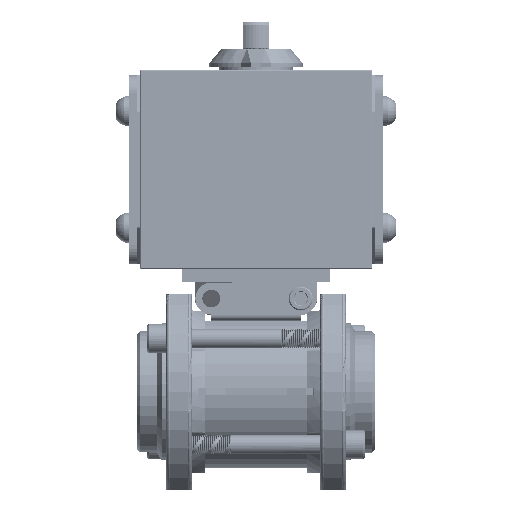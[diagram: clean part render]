
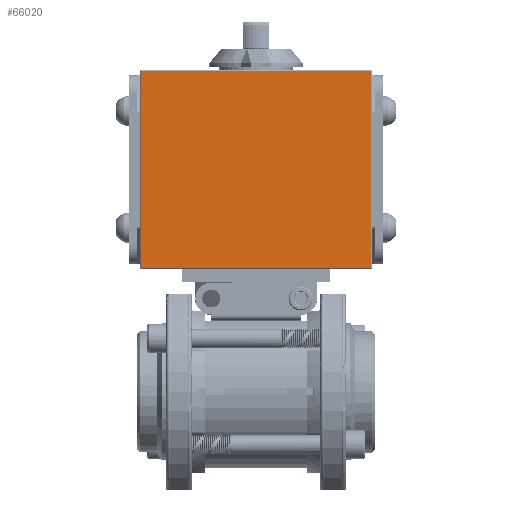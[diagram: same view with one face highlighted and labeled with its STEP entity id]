
A CAD part, top view. The second image highlights one B-rep face of the part: STEP entity #66020.
In plain terms, the highlighted planar face has unit normal (0, 0, 1).
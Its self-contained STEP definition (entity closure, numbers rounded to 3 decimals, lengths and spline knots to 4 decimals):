
#331 = EDGE_LOOP ( 'NONE', ( #83498, #105352, #168356, #25161 ) ) ;
#3063 = LINE ( 'NONE', #33126, #70143 ) ;
#12033 = CARTESIAN_POINT ( 'NONE',  ( 2.253, 6.283, 1.55 ) ) ;
#15141 = EDGE_CURVE ( 'NONE', #124149, #64317, #110050, .T. ) ;
#17700 = LINE ( 'NONE', #43928, #152265 ) ;
#18201 = LINE ( 'NONE', #51147, #49600 ) ;
#24715 = CARTESIAN_POINT ( 'NONE',  ( -2.273, 6.303, 1.55 ) ) ;
#25161 = ORIENTED_EDGE ( 'NONE', *, *, #28216, .T. ) ;
#28216 = EDGE_CURVE ( 'NONE', #62951, #124149, #18201, .T. ) ;
#30553 = EDGE_CURVE ( 'NONE', #64317, #145104, #17700, .T. ) ;
#33126 = CARTESIAN_POINT ( 'NONE',  ( -2.253, 2.403, 1.55 ) ) ;
#33981 = AXIS2_PLACEMENT_3D ( 'NONE', #24715, #51653, #145788 ) ;
#35233 = CARTESIAN_POINT ( 'NONE',  ( 2.253, 2.423, 1.55 ) ) ;
#43928 = CARTESIAN_POINT ( 'NONE',  ( -2.273, 6.283, 1.55 ) ) ;
#46547 = DIRECTION ( 'NONE',  ( 0., -1., 0. ) ) ;
#49600 = VECTOR ( 'NONE', #64687, 39.3701 ) ;
#51147 = CARTESIAN_POINT ( 'NONE',  ( -2.273, 2.423, 1.55 ) ) ;
#51413 = CARTESIAN_POINT ( 'NONE',  ( -2.253, 6.283, 1.55 ) ) ;
#51653 = DIRECTION ( 'NONE',  ( 0., 0., -1. ) ) ;
#62951 = VERTEX_POINT ( 'NONE', #140625 ) ;
#64317 = VERTEX_POINT ( 'NONE', #12033 ) ;
#64687 = DIRECTION ( 'NONE',  ( 1., 0., 0. ) ) ;
#66020 = ADVANCED_FACE ( 'NONE', ( #164655 ), #77554, .F. ) ;
#69992 = VECTOR ( 'NONE', #126955, 39.3701 ) ;
#70143 = VECTOR ( 'NONE', #46547, 39.3701 ) ;
#70966 = DIRECTION ( 'NONE',  ( -1., 0., 0. ) ) ;
#77554 = PLANE ( 'NONE',  #33981 ) ;
#83498 = ORIENTED_EDGE ( 'NONE', *, *, #15141, .T. ) ;
#86310 = CARTESIAN_POINT ( 'NONE',  ( 2.253, 6.303, 1.55 ) ) ;
#105352 = ORIENTED_EDGE ( 'NONE', *, *, #30553, .T. ) ;
#110050 = LINE ( 'NONE', #86310, #69992 ) ;
#124149 = VERTEX_POINT ( 'NONE', #35233 ) ;
#126955 = DIRECTION ( 'NONE',  ( 0., 1., 0. ) ) ;
#140625 = CARTESIAN_POINT ( 'NONE',  ( -2.253, 2.423, 1.55 ) ) ;
#145104 = VERTEX_POINT ( 'NONE', #51413 ) ;
#145788 = DIRECTION ( 'NONE',  ( 0., -1., 0. ) ) ;
#148747 = EDGE_CURVE ( 'NONE', #145104, #62951, #3063, .T. ) ;
#152265 = VECTOR ( 'NONE', #70966, 39.3701 ) ;
#164655 = FACE_OUTER_BOUND ( 'NONE', #331, .T. ) ;
#168356 = ORIENTED_EDGE ( 'NONE', *, *, #148747, .T. ) ;
